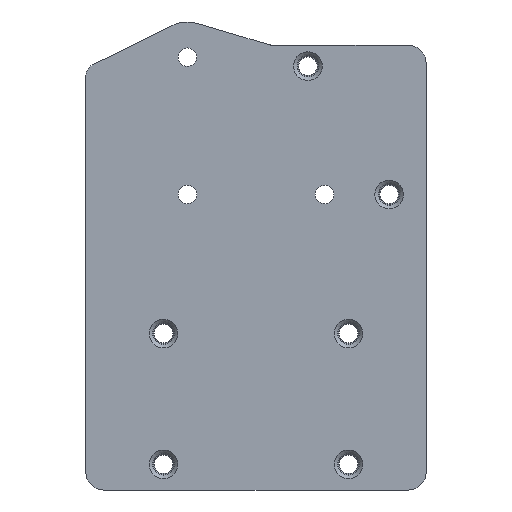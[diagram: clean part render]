
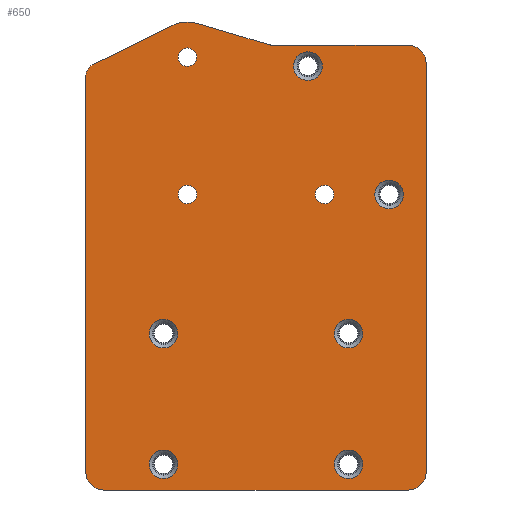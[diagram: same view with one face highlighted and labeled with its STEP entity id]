
A CAD part, left-side view. The second image highlights one B-rep face of the part: STEP entity #650.
In plain terms, the highlighted planar face has unit normal (-1, 0, 0).
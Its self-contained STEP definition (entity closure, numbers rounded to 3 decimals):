
#496=PLANE('',#5847);
#650=ADVANCED_FACE('',(#1088,#1089,#1090,#1091,#1092,#1093,#1094,#1095,
#1096,#1097),#496,.F.);
#1088=FACE_BOUND('',#1246,.T.);
#1089=FACE_BOUND('',#1247,.T.);
#1090=FACE_BOUND('',#1248,.T.);
#1091=FACE_BOUND('',#1249,.T.);
#1092=FACE_BOUND('',#1250,.T.);
#1093=FACE_BOUND('',#1251,.T.);
#1094=FACE_BOUND('',#1252,.T.);
#1095=FACE_BOUND('',#1253,.T.);
#1096=FACE_BOUND('',#1254,.T.);
#1097=FACE_BOUND('',#1255,.T.);
#1246=EDGE_LOOP('',(#2669));
#1247=EDGE_LOOP('',(#2670));
#1248=EDGE_LOOP('',(#2671));
#1249=EDGE_LOOP('',(#2672));
#1250=EDGE_LOOP('',(#2673));
#1251=EDGE_LOOP('',(#2674));
#1252=EDGE_LOOP('',(#2675));
#1253=EDGE_LOOP('',(#2676,#2677,#2678,#2679,#2680,#2681,#2682,#2683,#2684,
#2685,#2686,#2687));
#1254=EDGE_LOOP('',(#2688));
#1255=EDGE_LOOP('',(#2689));
#1665=LINE('',#8128,#2129);
#1686=LINE('',#8200,#2150);
#1700=LINE('',#8228,#2164);
#1703=LINE('',#8248,#2167);
#1704=LINE('',#8253,#2168);
#1705=LINE('',#8259,#2169);
#2129=VECTOR('',#6448,1.);
#2150=VECTOR('',#6509,1.);
#2164=VECTOR('',#6529,1.);
#2167=VECTOR('',#6548,1.);
#2168=VECTOR('',#6553,1.);
#2169=VECTOR('',#6560,1.);
#2669=ORIENTED_EDGE('',*,*,#4804,.T.);
#2670=ORIENTED_EDGE('',*,*,#4805,.T.);
#2671=ORIENTED_EDGE('',*,*,#4806,.T.);
#2672=ORIENTED_EDGE('',*,*,#4807,.T.);
#2673=ORIENTED_EDGE('',*,*,#4808,.T.);
#2674=ORIENTED_EDGE('',*,*,#4809,.T.);
#2675=ORIENTED_EDGE('',*,*,#4810,.F.);
#2676=ORIENTED_EDGE('',*,*,#4811,.T.);
#2677=ORIENTED_EDGE('',*,*,#4812,.T.);
#2678=ORIENTED_EDGE('',*,*,#4785,.F.);
#2679=ORIENTED_EDGE('',*,*,#4813,.T.);
#2680=ORIENTED_EDGE('',*,*,#4814,.F.);
#2681=ORIENTED_EDGE('',*,*,#4815,.T.);
#2682=ORIENTED_EDGE('',*,*,#4801,.F.);
#2683=ORIENTED_EDGE('',*,*,#4816,.T.);
#2684=ORIENTED_EDGE('',*,*,#4750,.T.);
#2685=ORIENTED_EDGE('',*,*,#4817,.T.);
#2686=ORIENTED_EDGE('',*,*,#4818,.T.);
#2687=ORIENTED_EDGE('',*,*,#4744,.F.);
#2688=ORIENTED_EDGE('',*,*,#4819,.F.);
#2689=ORIENTED_EDGE('',*,*,#4820,.F.);
#4211=VERTEX_POINT('',#8108);
#4214=VERTEX_POINT('',#8113);
#4220=VERTEX_POINT('',#8127);
#4221=VERTEX_POINT('',#8129);
#4252=VERTEX_POINT('',#8201);
#4253=VERTEX_POINT('',#8202);
#4262=VERTEX_POINT('',#8227);
#4263=VERTEX_POINT('',#8229);
#4265=VERTEX_POINT('',#8235);
#4266=VERTEX_POINT('',#8237);
#4267=VERTEX_POINT('',#8239);
#4268=VERTEX_POINT('',#8241);
#4269=VERTEX_POINT('',#8243);
#4270=VERTEX_POINT('',#8245);
#4271=VERTEX_POINT('',#8247);
#4272=VERTEX_POINT('',#8249);
#4273=VERTEX_POINT('',#8252);
#4274=VERTEX_POINT('',#8254);
#4275=VERTEX_POINT('',#8258);
#4276=VERTEX_POINT('',#8261);
#4277=VERTEX_POINT('',#8263);
#4744=EDGE_CURVE('',#4214,#4211,#5535,.T.);
#4750=EDGE_CURVE('',#4221,#4220,#1665,.T.);
#4785=EDGE_CURVE('',#4252,#4253,#1686,.T.);
#4801=EDGE_CURVE('',#4262,#4263,#1700,.T.);
#4804=EDGE_CURVE('',#4265,#4265,#5554,.T.);
#4805=EDGE_CURVE('',#4266,#4266,#5555,.T.);
#4806=EDGE_CURVE('',#4267,#4267,#5556,.T.);
#4807=EDGE_CURVE('',#4268,#4268,#5557,.T.);
#4808=EDGE_CURVE('',#4269,#4269,#5558,.T.);
#4809=EDGE_CURVE('',#4270,#4270,#5559,.T.);
#4810=EDGE_CURVE('',#4271,#4271,#5560,.T.);
#4811=EDGE_CURVE('',#4214,#4272,#1703,.T.);
#4812=EDGE_CURVE('',#4272,#4253,#5561,.T.);
#4813=EDGE_CURVE('',#4252,#4273,#5562,.T.);
#4814=EDGE_CURVE('',#4274,#4273,#1704,.T.);
#4815=EDGE_CURVE('',#4274,#4263,#5563,.T.);
#4816=EDGE_CURVE('',#4262,#4221,#5564,.T.);
#4817=EDGE_CURVE('',#4220,#4275,#5565,.T.);
#4818=EDGE_CURVE('',#4275,#4211,#1705,.T.);
#4819=EDGE_CURVE('',#4276,#4276,#5566,.T.);
#4820=EDGE_CURVE('',#4277,#4277,#5567,.T.);
#5535=CIRCLE('',#5804,5.9);
#5554=CIRCLE('',#5833,2.4);
#5555=CIRCLE('',#5834,2.4);
#5556=CIRCLE('',#5835,2.4);
#5557=CIRCLE('',#5836,2.4);
#5558=CIRCLE('',#5837,2.4);
#5559=CIRCLE('',#5838,2.4);
#5560=CIRCLE('',#5839,1.55);
#5561=CIRCLE('',#5840,2.);
#5562=CIRCLE('',#5841,3.);
#5563=CIRCLE('',#5842,3.);
#5564=CIRCLE('',#5843,3.);
#5565=CIRCLE('',#5844,2.);
#5566=CIRCLE('',#5845,1.55);
#5567=CIRCLE('',#5846,1.55);
#5804=AXIS2_PLACEMENT_3D('',#8114,#6435,#6436);
#5833=AXIS2_PLACEMENT_3D('',#8234,#6534,#6535);
#5834=AXIS2_PLACEMENT_3D('',#8236,#6536,#6537);
#5835=AXIS2_PLACEMENT_3D('',#8238,#6538,#6539);
#5836=AXIS2_PLACEMENT_3D('',#8240,#6540,#6541);
#5837=AXIS2_PLACEMENT_3D('',#8242,#6542,#6543);
#5838=AXIS2_PLACEMENT_3D('',#8244,#6544,#6545);
#5839=AXIS2_PLACEMENT_3D('',#8246,#6546,#6547);
#5840=AXIS2_PLACEMENT_3D('',#8250,#6549,#6550);
#5841=AXIS2_PLACEMENT_3D('',#8251,#6551,#6552);
#5842=AXIS2_PLACEMENT_3D('',#8255,#6554,#6555);
#5843=AXIS2_PLACEMENT_3D('',#8256,#6556,#6557);
#5844=AXIS2_PLACEMENT_3D('',#8257,#6558,#6559);
#5845=AXIS2_PLACEMENT_3D('',#8260,#6561,#6562);
#5846=AXIS2_PLACEMENT_3D('',#8262,#6563,#6564);
#5847=AXIS2_PLACEMENT_3D('',#8264,#6565,#6566);
#6435=DIRECTION('',(1.,0.,0.));
#6436=DIRECTION('',(0.,0.,1.));
#6448=DIRECTION('',(0.,1.,0.));
#6509=DIRECTION('',(0.,0.,1.));
#6529=DIRECTION('',(0.,0.,-1.));
#6534=DIRECTION('',(1.,0.,0.));
#6535=DIRECTION('',(0.,0.,1.));
#6536=DIRECTION('',(1.,0.,0.));
#6537=DIRECTION('',(0.,0.,1.));
#6538=DIRECTION('',(1.,0.,0.));
#6539=DIRECTION('',(0.,0.,1.));
#6540=DIRECTION('',(1.,0.,0.));
#6541=DIRECTION('',(0.,0.,1.));
#6542=DIRECTION('',(1.,0.,0.));
#6543=DIRECTION('',(0.,0.,1.));
#6544=DIRECTION('',(1.,0.,0.));
#6545=DIRECTION('',(0.,0.,1.));
#6546=DIRECTION('',(-1.,0.,0.));
#6547=DIRECTION('',(0.,0.,1.));
#6548=DIRECTION('',(0.,0.896,-0.445));
#6549=DIRECTION('',(-1.,0.,0.));
#6550=DIRECTION('',(0.,0.,1.));
#6551=DIRECTION('',(-1.,0.,0.));
#6552=DIRECTION('',(0.,0.,1.));
#6553=DIRECTION('',(0.,1.,0.));
#6554=DIRECTION('',(-1.,0.,0.));
#6555=DIRECTION('',(0.,0.,1.));
#6556=DIRECTION('',(-1.,0.,0.));
#6557=DIRECTION('',(0.,0.,1.));
#6558=DIRECTION('',(1.,0.,0.));
#6559=DIRECTION('',(0.,0.,1.));
#6560=DIRECTION('',(0.,0.959,0.284));
#6561=DIRECTION('',(-1.,0.,0.));
#6562=DIRECTION('',(0.,0.,1.));
#6563=DIRECTION('',(-1.,0.,0.));
#6564=DIRECTION('',(0.,0.,1.));
#6565=DIRECTION('',(1.,0.,0.));
#6566=DIRECTION('',(0.,0.,1.));
#8108=CARTESIAN_POINT('',(-43.3,3.034,20.374));
#8113=CARTESIAN_POINT('',(-43.3,7.335,20.003));
#8114=CARTESIAN_POINT('',(-43.3,4.712,14.718));
#8127=CARTESIAN_POINT('',(-43.3,-9.578,16.718));
#8128=CARTESIAN_POINT('',(-43.3,-38.138,16.718));
#8129=CARTESIAN_POINT('',(-43.3,-32.288,16.718));
#8200=CARTESIAN_POINT('',(-43.3,21.712,12.868));
#8201=CARTESIAN_POINT('',(-43.3,21.712,-54.782));
#8202=CARTESIAN_POINT('',(-43.3,21.712,11.628));
#8227=CARTESIAN_POINT('',(-43.3,-35.288,13.718));
#8228=CARTESIAN_POINT('',(-43.3,-35.288,12.868));
#8229=CARTESIAN_POINT('',(-43.3,-35.288,-54.782));
#8234=CARTESIAN_POINT('',(-43.3,8.712,-53.482));
#8235=CARTESIAN_POINT('',(-43.3,8.712,-51.082));
#8236=CARTESIAN_POINT('',(-43.3,-22.288,-53.482));
#8237=CARTESIAN_POINT('',(-43.3,-22.288,-51.082));
#8238=CARTESIAN_POINT('',(-43.3,-22.287,-31.582));
#8239=CARTESIAN_POINT('',(-43.3,-22.287,-29.182));
#8240=CARTESIAN_POINT('',(-43.3,8.713,-31.582));
#8241=CARTESIAN_POINT('',(-43.3,8.713,-29.182));
#8242=CARTESIAN_POINT('',(-43.3,-29.088,-8.282));
#8243=CARTESIAN_POINT('',(-43.3,-29.088,-5.882));
#8244=CARTESIAN_POINT('',(-43.3,-15.487,13.218));
#8245=CARTESIAN_POINT('',(-43.3,-15.487,15.618));
#8246=CARTESIAN_POINT('',(-43.3,4.712,-8.282));
#8247=CARTESIAN_POINT('',(-43.3,4.712,-6.732));
#8248=CARTESIAN_POINT('',(-43.3,21.712,12.868));
#8249=CARTESIAN_POINT('',(-43.3,20.602,13.419));
#8250=CARTESIAN_POINT('',(-43.3,19.712,11.628));
#8251=CARTESIAN_POINT('',(-43.3,18.712,-54.782));
#8252=CARTESIAN_POINT('',(-43.3,18.712,-57.782));
#8253=CARTESIAN_POINT('',(-43.3,-38.138,-57.782));
#8254=CARTESIAN_POINT('',(-43.3,-32.288,-57.782));
#8255=CARTESIAN_POINT('',(-43.3,-32.288,-54.782));
#8256=CARTESIAN_POINT('',(-43.3,-32.288,13.718));
#8257=CARTESIAN_POINT('',(-43.3,-9.578,18.718));
#8258=CARTESIAN_POINT('',(-43.3,-9.009,16.8));
#8259=CARTESIAN_POINT('',(-43.3,3.034,20.374));
#8260=CARTESIAN_POINT('',(-43.3,4.712,14.718));
#8261=CARTESIAN_POINT('',(-43.3,4.712,16.268));
#8262=CARTESIAN_POINT('',(-43.3,-18.288,-8.282));
#8263=CARTESIAN_POINT('',(-43.3,-18.288,-6.732));
#8264=CARTESIAN_POINT('',(-43.3,-38.138,12.868));
